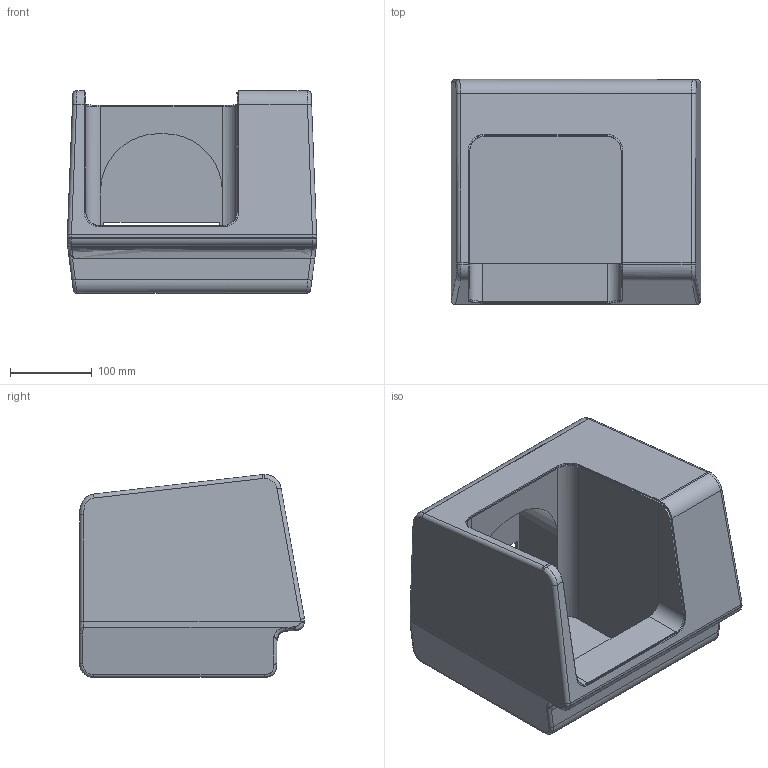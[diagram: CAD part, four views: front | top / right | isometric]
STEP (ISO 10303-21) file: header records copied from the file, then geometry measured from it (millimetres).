
FILE_DESCRIPTION(/* description */ (''),/* implementation_level */ '2;1');
FILE_NAME(/* name */ 'Terminal.step',/* time_stamp */ '2021-03-11T10:23:52-05:00',/* author */ (''),/* organization */ (''),/* preprocessor_version */ 'ST-DEVELOPER v18.1',/* originating_system */ 'Autodesk Translation Framework v9.10.0.1330',/* authorisation */ '');
FILE_SCHEMA (('AUTOMOTIVE_DESIGN { 1 0 10303 214 3 1 1 }'));
Length unit declared in the file: millimetre
Products named in the file (1): Terminal
Bounding box: 305 x 275 x 248 mm (x, y, z)
Volume: 8586369.3 mm3; surface area: 538884.8 mm2
Topology: 2 solids, 2 shells, 135 faces, 340 edges, 208 vertices
Faces by surface type: plane 54, bspline 36, cylinder 35, sphere 10
Entity records: 6103 total; most frequent: CARTESIAN_POINT 3014, ORIENTED_EDGE 678, DIRECTION 569, EDGE_CURVE 339, VERTEX_POINT 208, AXIS2_PLACEMENT_3D 195, LINE 179, VECTOR 179
